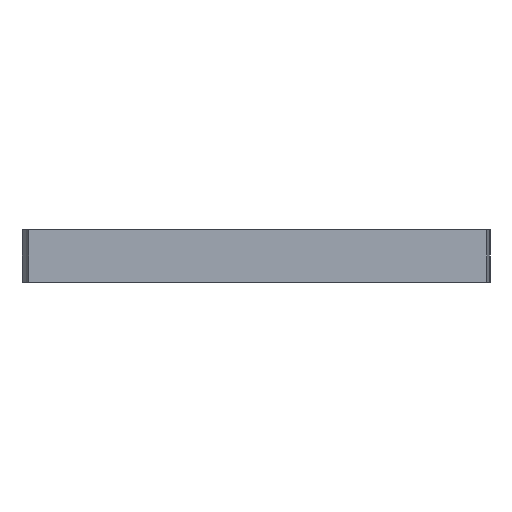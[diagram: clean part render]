
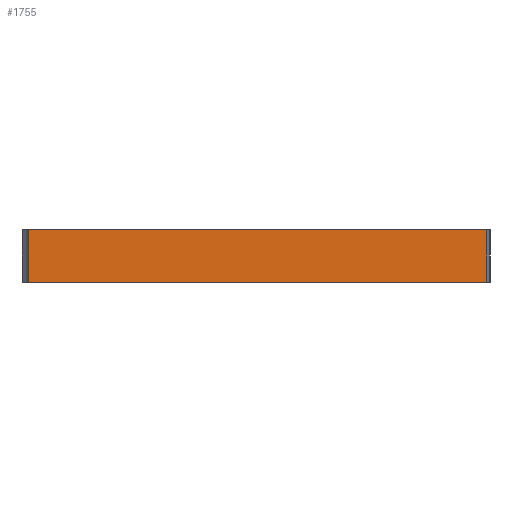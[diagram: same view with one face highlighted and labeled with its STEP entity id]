
A CAD part, left-side view. The second image highlights one B-rep face of the part: STEP entity #1755.
In plain terms, the highlighted planar face has unit normal (-1, 0, 0).
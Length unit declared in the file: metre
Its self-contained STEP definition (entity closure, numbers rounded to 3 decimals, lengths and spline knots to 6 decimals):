
#179=ORIENTED_EDGE('',*,*,#683,.F.);
#180=ORIENTED_EDGE('',*,*,#684,.F.);
#181=ORIENTED_EDGE('',*,*,#685,.T.);
#182=ORIENTED_EDGE('',*,*,#680,.T.);
#680=EDGE_CURVE('',#935,#933,#1110,.T.);
#683=EDGE_CURVE('',#937,#933,#1113,.T.);
#684=EDGE_CURVE('',#938,#937,#1114,.T.);
#685=EDGE_CURVE('',#938,#935,#1115,.T.);
#933=VERTEX_POINT('',#2457);
#935=VERTEX_POINT('',#2460);
#937=VERTEX_POINT('',#2466);
#938=VERTEX_POINT('',#2468);
#1110=LINE('',#2459,#1290);
#1113=LINE('',#2465,#1293);
#1114=LINE('',#2467,#1294);
#1115=LINE('',#2469,#1295);
#1290=VECTOR('',#2112,1.);
#1293=VECTOR('',#2117,1.);
#1294=VECTOR('',#2118,1.);
#1295=VECTOR('',#2119,1.);
#1464=EDGE_LOOP('',(#179,#180,#181,#182));
#1574=FACE_BOUND('',#1464,.T.);
#1684=PLANE('',#2007);
#1755=ADVANCED_FACE('',(#1574),#1684,.T.);
#2007=AXIS2_PLACEMENT_3D('',#2464,#2115,#2116);
#2112=DIRECTION('',(0.,0.,-1.));
#2115=DIRECTION('',(-1.,0.,0.));
#2116=DIRECTION('',(0.,-1.,0.));
#2117=DIRECTION('',(0.,1.,0.));
#2118=DIRECTION('',(0.,0.,-1.));
#2119=DIRECTION('',(0.,1.,0.));
#2457=CARTESIAN_POINT('',(-0.010859,0.045992,0.));
#2459=CARTESIAN_POINT('',(-0.010859,0.045992,0.002));
#2460=CARTESIAN_POINT('',(-0.010859,0.045992,0.002));
#2464=CARTESIAN_POINT('',(-0.010859,0.037327,0.002));
#2465=CARTESIAN_POINT('',(-0.010859,0.037327,0.));
#2466=CARTESIAN_POINT('',(-0.010859,0.028661,0.));
#2467=CARTESIAN_POINT('',(-0.010859,0.028661,0.002));
#2468=CARTESIAN_POINT('',(-0.010859,0.028661,0.002));
#2469=CARTESIAN_POINT('',(-0.010859,0.037327,0.002));
